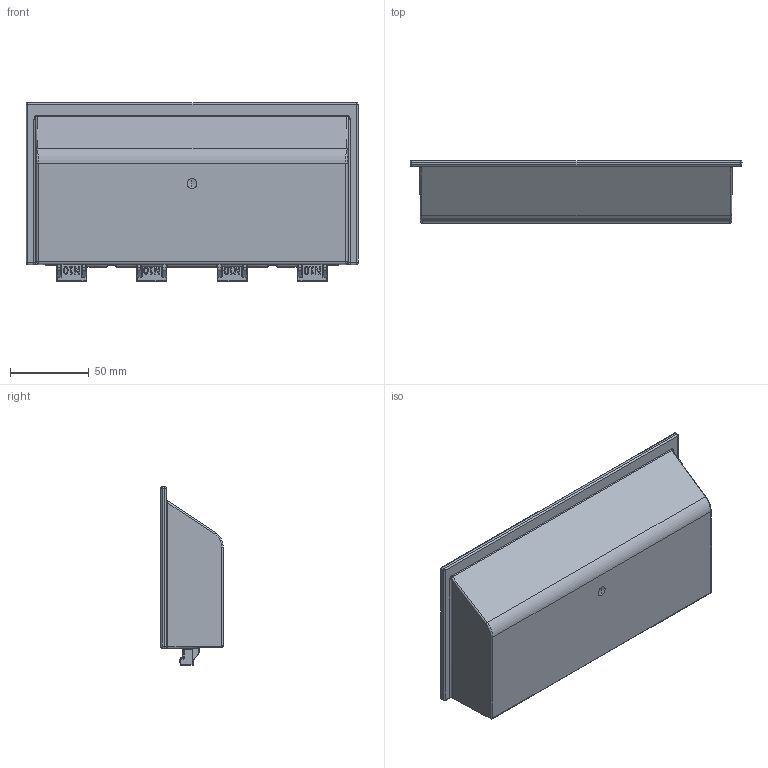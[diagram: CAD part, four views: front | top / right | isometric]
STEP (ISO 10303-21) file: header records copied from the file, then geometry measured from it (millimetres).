
FILE_DESCRIPTION (( 'STEP AP214' ), '1' );
FILE_NAME ('Accessories for aluminium profiles061MGC4D291N10.step', '2017-02-27T14:36:35', ( '' ), ( '' ), 'SwSTEP 2.0', 'SolidWorks 2016', '' );
FILE_SCHEMA (( 'AUTOMOTIVE_DESIGN' ));
Length unit declared in the file: millimetre
Products named in the file (1): Accessories for aluminium profiles061MGC4D291N10
Bounding box: 211.09 x 39.6 x 113.74 mm (x, y, z)
Volume: 125123.6 mm3; surface area: 82500.7 mm2
Topology: 3 solids, 3 shells, 1007 faces, 2472 edges, 1425 vertices
Faces by surface type: cylinder 364, plane 318, bspline 245, sphere 76, cone 4
Entity records: 36050 total; most frequent: CARTESIAN_POINT 14904, ORIENTED_EDGE 4800, DIRECTION 3883, EDGE_CURVE 2400, VERTEX_POINT 1425, AXIS2_PLACEMENT_3D 1312, VECTOR 1259, LINE 1259
